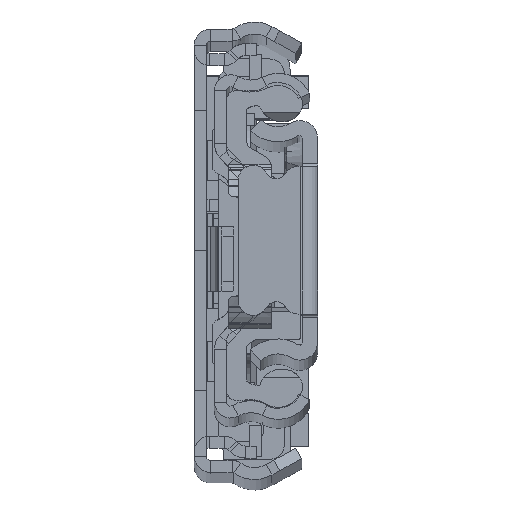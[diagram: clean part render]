
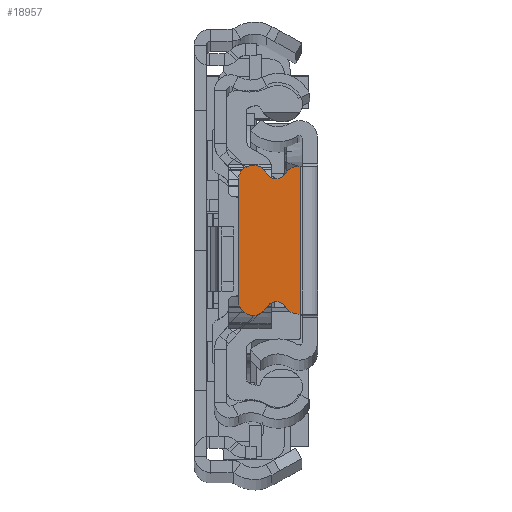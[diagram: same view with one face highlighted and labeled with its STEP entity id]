
A CAD part, top view. The second image highlights one B-rep face of the part: STEP entity #18957.
In plain terms, the highlighted planar face has unit normal (0, 0, 1).
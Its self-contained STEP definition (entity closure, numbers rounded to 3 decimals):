
#440 = DIRECTION ( 'NONE',  ( 1., 0., 0. ) ) ;
#869 = CARTESIAN_POINT ( 'NONE',  ( -1.929, 5.87, 0. ) ) ;
#1453 = CIRCLE ( 'NONE', #5887, 1.5 ) ;
#2393 = ORIENTED_EDGE ( 'NONE', *, *, #28196, .T. ) ;
#2618 = CARTESIAN_POINT ( 'NONE',  ( -1.929, -7.37, 0. ) ) ;
#2819 = DIRECTION ( 'NONE',  ( -1., 0., 0. ) ) ;
#3028 = CARTESIAN_POINT ( 'NONE',  ( -1.929, -5.87, 0. ) ) ;
#3117 = DIRECTION ( 'NONE',  ( 0., 0., 1. ) ) ;
#4215 = AXIS2_PLACEMENT_3D ( 'NONE', #8258, #11571, #18864 ) ;
#4581 = CARTESIAN_POINT ( 'NONE',  ( -3.206, -6.658, 0. ) ) ;
#4689 = AXIS2_PLACEMENT_3D ( 'NONE', #16340, #3117, #33271 ) ;
#4887 = DIRECTION ( 'NONE',  ( 0., 0., -1. ) ) ;
#5048 = LINE ( 'NONE', #2618, #15061 ) ;
#5386 = CARTESIAN_POINT ( 'NONE',  ( -5.109, 6.713, 0. ) ) ;
#5859 = CARTESIAN_POINT ( 'NONE',  ( -1.929, -7.37, 0. ) ) ;
#5887 = AXIS2_PLACEMENT_3D ( 'NONE', #869, #19320, #6251 ) ;
#6183 = AXIS2_PLACEMENT_3D ( 'NONE', #26573, #8443, #21504 ) ;
#6246 = AXIS2_PLACEMENT_3D ( 'NONE', #21063, #4887, #440 ) ;
#6251 = DIRECTION ( 'NONE',  ( -1., 0., 0. ) ) ;
#6587 = EDGE_CURVE ( 'NONE', #32988, #29071, #31484, .T. ) ;
#7278 = ORIENTED_EDGE ( 'NONE', *, *, #17299, .T. ) ;
#7587 = ORIENTED_EDGE ( 'NONE', *, *, #26731, .F. ) ;
#7621 = EDGE_LOOP ( 'NONE', ( #32039, #7587, #7278, #28583, #29248, #8322, #14924, #2393, #15472, #11095 ) ) ;
#7699 = VERTEX_POINT ( 'NONE', #30953 ) ;
#7915 = CIRCLE ( 'NONE', #27369, 1.5 ) ;
#8258 = CARTESIAN_POINT ( 'NONE',  ( -6.429, -6., 0. ) ) ;
#8322 = ORIENTED_EDGE ( 'NONE', *, *, #9196, .T. ) ;
#8443 = DIRECTION ( 'NONE',  ( 0., 0., -1. ) ) ;
#9196 = EDGE_CURVE ( 'NONE', #33302, #16994, #15709, .T. ) ;
#9440 = CARTESIAN_POINT ( 'NONE',  ( -1.929, 7.37, 0. ) ) ;
#9783 = DIRECTION ( 'NONE',  ( 1., 0., 0. ) ) ;
#10503 = DIRECTION ( 'NONE',  ( 0., 0., 1. ) ) ;
#10829 = VECTOR ( 'NONE', #20545, 1000. ) ;
#10871 = DIRECTION ( 'NONE',  ( 1., 0., 0. ) ) ;
#10959 = PLANE ( 'NONE',  #4689 ) ;
#11095 = ORIENTED_EDGE ( 'NONE', *, *, #22504, .F. ) ;
#11571 = DIRECTION ( 'NONE',  ( 0., 0., 1. ) ) ;
#12391 = VERTEX_POINT ( 'NONE', #20790 ) ;
#13147 = EDGE_CURVE ( 'NONE', #7699, #22589, #21290, .T. ) ;
#13955 = EDGE_CURVE ( 'NONE', #22589, #33302, #7915, .T. ) ;
#14924 = ORIENTED_EDGE ( 'NONE', *, *, #32229, .T. ) ;
#15013 = LINE ( 'NONE', #9440, #20429 ) ;
#15061 = VECTOR ( 'NONE', #16025, 1000. ) ;
#15177 = LINE ( 'NONE', #33851, #10829 ) ;
#15472 = ORIENTED_EDGE ( 'NONE', *, *, #6587, .T. ) ;
#15709 = LINE ( 'NONE', #16060, #32884 ) ;
#16025 = DIRECTION ( 'NONE',  ( -1., 0., 0. ) ) ;
#16060 = CARTESIAN_POINT ( 'NONE',  ( -7.929, -6., 0. ) ) ;
#16340 = CARTESIAN_POINT ( 'NONE',  ( 592.771, 0., 0. ) ) ;
#16994 = VERTEX_POINT ( 'NONE', #25809 ) ;
#17299 = EDGE_CURVE ( 'NONE', #24727, #7699, #1453, .T. ) ;
#18668 = AXIS2_PLACEMENT_3D ( 'NONE', #3028, #18702, #10871 ) ;
#18702 = DIRECTION ( 'NONE',  ( 0., 0., 1. ) ) ;
#18826 = CARTESIAN_POINT ( 'NONE',  ( -6.429, 6., 0. ) ) ;
#18864 = DIRECTION ( 'NONE',  ( 1., 0., 0. ) ) ;
#18957 = ADVANCED_FACE ( 'NONE', ( #27650 ), #10959, .T. ) ;
#19320 = DIRECTION ( 'NONE',  ( 0., 0., 1. ) ) ;
#20429 = VECTOR ( 'NONE', #9783, 1000. ) ;
#20545 = DIRECTION ( 'NONE',  ( 0., -1., 0. ) ) ;
#20790 = CARTESIAN_POINT ( 'NONE',  ( -1.75, -7.37, 0. ) ) ;
#21063 = CARTESIAN_POINT ( 'NONE',  ( -4.142, 7.236, 0. ) ) ;
#21290 = CIRCLE ( 'NONE', #6246, 1.1 ) ;
#21504 = DIRECTION ( 'NONE',  ( -1., 0., 0. ) ) ;
#22504 = EDGE_CURVE ( 'NONE', #12391, #29071, #5048, .T. ) ;
#22589 = VERTEX_POINT ( 'NONE', #5386 ) ;
#23571 = CARTESIAN_POINT ( 'NONE',  ( -5.109, -6.713, 0. ) ) ;
#23737 = DIRECTION ( 'NONE',  ( 0., -1., 0. ) ) ;
#23889 = CARTESIAN_POINT ( 'NONE',  ( -1.75, 7.37, 0. ) ) ;
#24727 = VERTEX_POINT ( 'NONE', #32559 ) ;
#25809 = CARTESIAN_POINT ( 'NONE',  ( -7.929, -6., 0. ) ) ;
#26573 = CARTESIAN_POINT ( 'NONE',  ( -4.142, -7.236, 0. ) ) ;
#26731 = EDGE_CURVE ( 'NONE', #24727, #30090, #15013, .T. ) ;
#27369 = AXIS2_PLACEMENT_3D ( 'NONE', #18826, #10503, #2819 ) ;
#27650 = FACE_OUTER_BOUND ( 'NONE', #7621, .T. ) ;
#28196 = EDGE_CURVE ( 'NONE', #30595, #32988, #31281, .T. ) ;
#28583 = ORIENTED_EDGE ( 'NONE', *, *, #13147, .T. ) ;
#28936 = CARTESIAN_POINT ( 'NONE',  ( -7.929, 6., 0. ) ) ;
#29071 = VERTEX_POINT ( 'NONE', #5859 ) ;
#29248 = ORIENTED_EDGE ( 'NONE', *, *, #13955, .T. ) ;
#30090 = VERTEX_POINT ( 'NONE', #23889 ) ;
#30595 = VERTEX_POINT ( 'NONE', #23571 ) ;
#30924 = EDGE_CURVE ( 'NONE', #30090, #12391, #15177, .T. ) ;
#30953 = CARTESIAN_POINT ( 'NONE',  ( -3.206, 6.658, 0. ) ) ;
#31281 = CIRCLE ( 'NONE', #6183, 1.1 ) ;
#31484 = CIRCLE ( 'NONE', #18668, 1.5 ) ;
#32039 = ORIENTED_EDGE ( 'NONE', *, *, #30924, .F. ) ;
#32229 = EDGE_CURVE ( 'NONE', #16994, #30595, #34303, .T. ) ;
#32559 = CARTESIAN_POINT ( 'NONE',  ( -1.929, 7.37, 0. ) ) ;
#32884 = VECTOR ( 'NONE', #23737, 1000. ) ;
#32988 = VERTEX_POINT ( 'NONE', #4581 ) ;
#33271 = DIRECTION ( 'NONE',  ( 1., 0., 0. ) ) ;
#33302 = VERTEX_POINT ( 'NONE', #28936 ) ;
#33851 = CARTESIAN_POINT ( 'NONE',  ( -1.75, 0., 0. ) ) ;
#34303 = CIRCLE ( 'NONE', #4215, 1.5 ) ;
